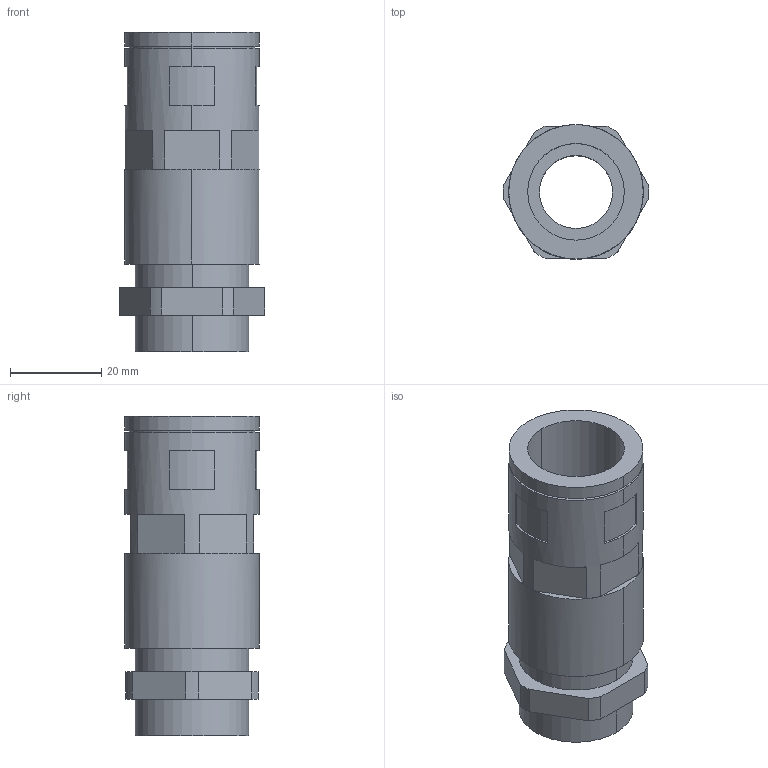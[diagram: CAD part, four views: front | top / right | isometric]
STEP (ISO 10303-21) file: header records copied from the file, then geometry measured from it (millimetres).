
FILE_DESCRIPTION(('Creo Elements/Direct Modeling STEP Export'),'2;1');
FILE_NAME('model.stp','2019-01-31T 9:06:53',(''),(''),'Creo Elements/Direct Modeling STEP processor for AP214 (Solid Model)','Creo Elements/Direct Modeling 18.1I 14-Aug-2016 (C) Parametric Technology GmbH','');
FILE_SCHEMA(('AUTOMOTIVE_DESIGN { 1 0 10303 214 1 1 1 1 }'));
Length unit declared in the file: millimetre
Products named in the file (2): WP_GR_HF_IP66_M25_BK-select
Assembly tree (1 placements, depth 2):
  WP_GR_HF_IP66_M25_BK-select
    WP_GR_HF_IP66_M25_BK-select
Bounding box: 31.99 x 29.52 x 70 mm (x, y, z)
Volume: 27483.5 mm3; surface area: 11988.8 mm2
Topology: 1 solids, 1 shells, 69 faces, 175 edges, 117 vertices
Faces by surface type: plane 43, cylinder 26
Entity records: 2447 total; most frequent: ORIENTED_EDGE 350, CARTESIAN_POINT 309, DIRECTION 288, EDGE_CURVE 175, VERTEX_POINT 117, AXIS2_PLACEMENT_3D 96, VECTOR 96, LINE 96
